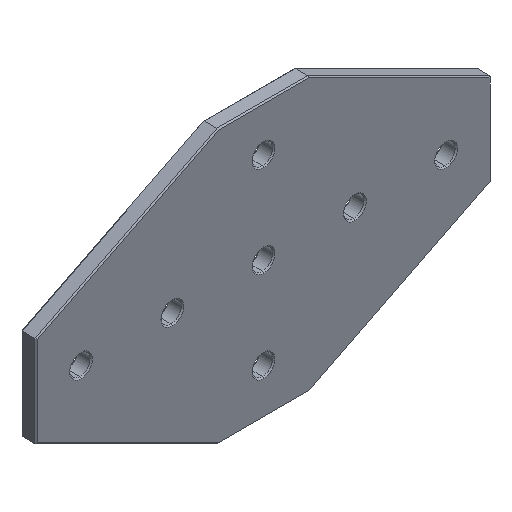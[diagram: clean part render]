
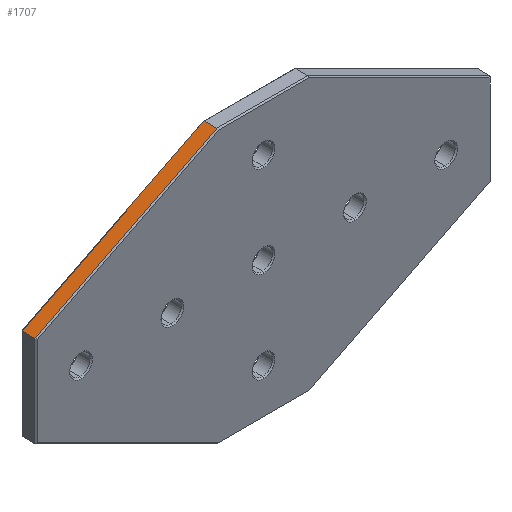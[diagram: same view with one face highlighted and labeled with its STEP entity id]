
A CAD part, isometric view. The second image highlights one B-rep face of the part: STEP entity #1707.
In plain terms, the highlighted planar face has unit normal (-0.447, 0, 0.894).
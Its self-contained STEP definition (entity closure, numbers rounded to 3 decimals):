
#51 = CARTESIAN_POINT ( 'NONE',  ( -95., 5.85, 57.1 ) ) ;
#62 = ORIENTED_EDGE ( 'NONE', *, *, #1556, .T. ) ;
#97 = ORIENTED_EDGE ( 'NONE', *, *, #1598, .T. ) ;
#131 = VERTEX_POINT ( 'NONE', #1827 ) ;
#148 = PLANE ( 'NONE',  #931 ) ;
#170 = DIRECTION ( 'NONE',  ( 0., -1., 0. ) ) ;
#338 = ORIENTED_EDGE ( 'NONE', *, *, #1277, .T. ) ;
#409 = DIRECTION ( 'NONE',  ( -0.894, 0., -0.447 ) ) ;
#441 = VECTOR ( 'NONE', #170, 1000. ) ;
#523 = CARTESIAN_POINT ( 'NONE',  ( -95., 6.35, 57.1 ) ) ;
#535 = EDGE_CURVE ( 'NONE', #877, #580, #1534, .T. ) ;
#546 = CARTESIAN_POINT ( 'NONE',  ( -95., 5.85, 57.1 ) ) ;
#580 = VERTEX_POINT ( 'NONE', #1380 ) ;
#581 = FACE_OUTER_BOUND ( 'NONE', #1283, .T. ) ;
#594 = LINE ( 'NONE', #1345, #1889 ) ;
#702 = LINE ( 'NONE', #523, #1379 ) ;
#743 = DIRECTION ( 'NONE',  ( 0., -1., 0. ) ) ;
#877 = VERTEX_POINT ( 'NONE', #1806 ) ;
#931 = AXIS2_PLACEMENT_3D ( 'NONE', #1956, #1204, #743 ) ;
#1090 = CARTESIAN_POINT ( 'NONE',  ( -19., 6.35, 95.1 ) ) ;
#1142 = DIRECTION ( 'NONE',  ( 0., -1., 0. ) ) ;
#1155 = LINE ( 'NONE', #546, #1311 ) ;
#1204 = DIRECTION ( 'NONE',  ( 0.447, 0., -0.894 ) ) ;
#1250 = ORIENTED_EDGE ( 'NONE', *, *, #535, .F. ) ;
#1277 = EDGE_CURVE ( 'NONE', #131, #580, #594, .T. ) ;
#1283 = EDGE_LOOP ( 'NONE', ( #1250, #97, #62, #338 ) ) ;
#1311 = VECTOR ( 'NONE', #409, 1000. ) ;
#1345 = CARTESIAN_POINT ( 'NONE',  ( -95., 0.5, 57.1 ) ) ;
#1379 = VECTOR ( 'NONE', #1142, 1000. ) ;
#1380 = CARTESIAN_POINT ( 'NONE',  ( -19., 0.5, 95.1 ) ) ;
#1388 = DIRECTION ( 'NONE',  ( 0.894, 0., 0.447 ) ) ;
#1472 = VERTEX_POINT ( 'NONE', #51 ) ;
#1534 = LINE ( 'NONE', #1090, #441 ) ;
#1556 = EDGE_CURVE ( 'NONE', #1472, #131, #702, .T. ) ;
#1598 = EDGE_CURVE ( 'NONE', #877, #1472, #1155, .T. ) ;
#1707 = ADVANCED_FACE ( 'NONE', ( #581 ), #148, .F. ) ;
#1806 = CARTESIAN_POINT ( 'NONE',  ( -19., 5.85, 95.1 ) ) ;
#1827 = CARTESIAN_POINT ( 'NONE',  ( -95., 0.5, 57.1 ) ) ;
#1889 = VECTOR ( 'NONE', #1388, 1000. ) ;
#1956 = CARTESIAN_POINT ( 'NONE',  ( -95., 6.35, 57.1 ) ) ;
